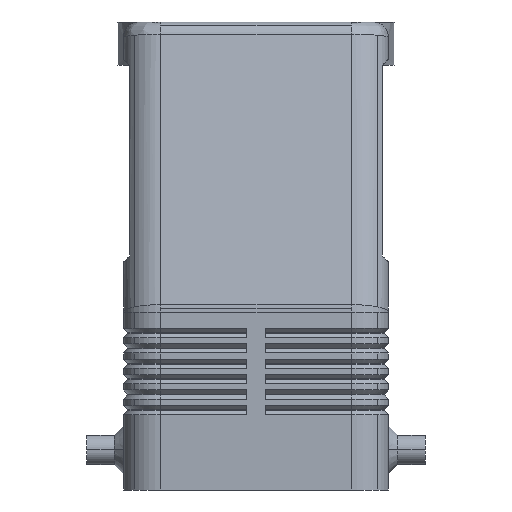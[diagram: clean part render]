
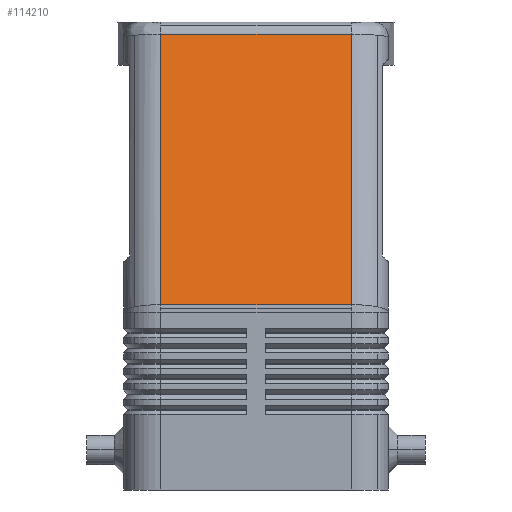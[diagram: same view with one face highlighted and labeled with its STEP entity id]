
A CAD part, left-side view. The second image highlights one B-rep face of the part: STEP entity #114210.
In plain terms, the highlighted planar face has unit normal (-0.98, 0, 0.2).
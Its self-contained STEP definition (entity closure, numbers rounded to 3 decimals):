
#30820=CARTESIAN_POINT('',(-59.879,-15.5,35.094));
#30830=VERTEX_POINT('',#30820);
#113840=CARTESIAN_POINT('',(-50.5,0.,81.));
#113850=DIRECTION('',(-0.98,0.,0.2));
#113860=DIRECTION('',(0.2,0.,0.98));
#113870=AXIS2_PLACEMENT_3D('',#113840,#113850,#113860);
#113880=PLANE('',#113870);
#113890=CARTESIAN_POINT('',(-59.879,-15.5,35.094));
#113900=DIRECTION('',(0.,1.,0.));
#113910=VECTOR('',#113900,31.);
#113920=LINE('',#113890,#113910);
#113930=CARTESIAN_POINT('',(-59.879,15.5,35.094));
#113940=VERTEX_POINT('',#113930);
#113950=EDGE_CURVE('',#30830,#113940,#113920,.T.);
#113960=ORIENTED_EDGE('',*,*,#113950,.F.);
#113970=CARTESIAN_POINT('',(-59.879,15.5,35.094));
#113980=DIRECTION('',(0.2,0.,0.98));
#113990=VECTOR('',#113980,44.813);
#114000=LINE('',#113970,#113990);
#114010=CARTESIAN_POINT('',(-50.909,15.5,79.));
#114020=VERTEX_POINT('',#114010);
#114030=EDGE_CURVE('',#113940,#114020,#114000,.T.);
#114040=ORIENTED_EDGE('',*,*,#114030,.F.);
#114050=CARTESIAN_POINT('',(-50.909,15.5,79.));
#114060=DIRECTION('',(0.,-1.,0.));
#114070=VECTOR('',#114060,31.);
#114080=LINE('',#114050,#114070);
#114090=CARTESIAN_POINT('',(-50.909,-15.5,79.));
#114100=VERTEX_POINT('',#114090);
#114110=EDGE_CURVE('',#114020,#114100,#114080,.T.);
#114120=ORIENTED_EDGE('',*,*,#114110,.F.);
#114130=CARTESIAN_POINT('',(-50.909,-15.5,79.));
#114140=DIRECTION('',(-0.2,0.,-0.98));
#114150=VECTOR('',#114140,44.813);
#114160=LINE('',#114130,#114150);
#114170=EDGE_CURVE('',#114100,#30830,#114160,.T.);
#114180=ORIENTED_EDGE('',*,*,#114170,.F.);
#114190=EDGE_LOOP('',(#114180,#114120,#114040,#113960));
#114200=FACE_OUTER_BOUND('',#114190,.T.);
#114210=ADVANCED_FACE('',(#114200),#113880,.T.);
